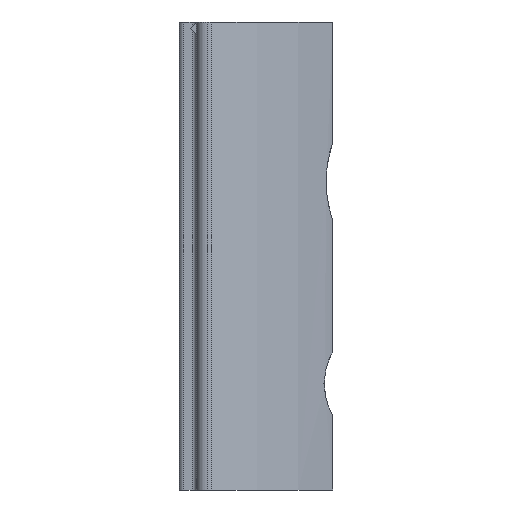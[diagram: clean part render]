
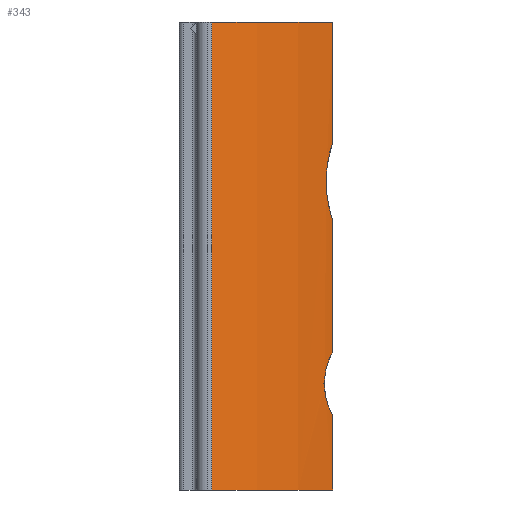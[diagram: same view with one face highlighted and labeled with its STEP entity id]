
A CAD part, left-side view. The second image highlights one B-rep face of the part: STEP entity #343.
In plain terms, the highlighted cylindrical face has radius 15 mm (diameter 30 mm), a partial arc.
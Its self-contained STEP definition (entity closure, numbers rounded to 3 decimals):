
#21 = CARTESIAN_POINT ( 'NONE',  ( -2., -7.2, 16.314 ) ) ;
#23 = CARTESIAN_POINT ( 'NONE',  ( -2.409, -6.89, 5.681 ) ) ;
#37 = CIRCLE ( 'NONE', #1083, 15. ) ;
#38 = VERTEX_POINT ( 'NONE', #874 ) ;
#43 = CARTESIAN_POINT ( 'NONE',  ( -2.279, -6.991, 6.062 ) ) ;
#48 = VERTEX_POINT ( 'NONE', #886 ) ;
#60 = CYLINDRICAL_SURFACE ( 'NONE', #860, 15. ) ;
#70 = CARTESIAN_POINT ( 'NONE',  ( -2.154, -7.088, 6.295 ) ) ;
#82 = CARTESIAN_POINT ( 'NONE',  ( -2., -7.2, 6.5 ) ) ;
#143 = CARTESIAN_POINT ( 'NONE',  ( -2., -7.2, 12.686 ) ) ;
#166 = EDGE_CURVE ( 'NONE', #340, #709, #377, .T. ) ;
#178 = DIRECTION ( 'NONE',  ( 0., 0., -1. ) ) ;
#290 = CARTESIAN_POINT ( 'NONE',  ( -2., -7.2, 22. ) ) ;
#302 = EDGE_CURVE ( 'NONE', #352, #580, #498, .T. ) ;
#303 = ORIENTED_EDGE ( 'NONE', *, *, #1262, .T. ) ;
#320 = EDGE_LOOP ( 'NONE', ( #642, #404, #612, #1222, #1255, #853, #875, #697, #303 ) ) ;
#326 = CARTESIAN_POINT ( 'NONE',  ( -2.5, -6.818, 5. ) ) ;
#331 = LINE ( 'NONE', #1107, #569 ) ;
#340 = VERTEX_POINT ( 'NONE', #143 ) ;
#343 = ADVANCED_FACE ( 'NONE', ( #1110 ), #60, .T. ) ;
#347 = CARTESIAN_POINT ( 'NONE',  ( -2.5, -6.818, 5. ) ) ;
#350 = CARTESIAN_POINT ( 'NONE',  ( -2.5, -6.818, 4.861 ) ) ;
#352 = VERTEX_POINT ( 'NONE', #1168 ) ;
#377 = B_SPLINE_CURVE_WITH_KNOTS ( 'NONE', 3,
 ( #1068, #1161, #1143, #1060, #1055, #1032, #1028, #1024, #1015, #1009, #1004, #1000, #996 ),
 .UNSPECIFIED., .F., .F.,
 ( 4, 2, 2, 1, 2, 2, 4 ),
 ( 0., 0.001, 0.002, 0.002, 0.003, 0.003, 0.004 ),
 .UNSPECIFIED. ) ;
#379 = EDGE_CURVE ( 'NONE', #1045, #821, #331, .T. ) ;
#397 = CARTESIAN_POINT ( 'NONE',  ( -2.488, -6.828, 4.721 ) ) ;
#403 = CARTESIAN_POINT ( 'NONE',  ( -2.409, -6.89, 4.32 ) ) ;
#404 = ORIENTED_EDGE ( 'NONE', *, *, #166, .T. ) ;
#429 = CARTESIAN_POINT ( 'NONE',  ( -2.443, -6.863, 4.451 ) ) ;
#470 = VECTOR ( 'NONE', #178, 1000. ) ;
#498 = B_SPLINE_CURVE_WITH_KNOTS ( 'NONE', 3,
 ( #514, #549, #555, #403, #429, #397, #350, #347 ),
 .UNSPECIFIED., .F., .F.,
 ( 4, 2, 2, 4 ),
 ( 0., 0.001, 0.001, 0.002 ),
 .UNSPECIFIED. ) ;
#514 = CARTESIAN_POINT ( 'NONE',  ( -2., -7.2, 3.5 ) ) ;
#533 = EDGE_CURVE ( 'NONE', #38, #709, #1277, .T. ) ;
#549 = CARTESIAN_POINT ( 'NONE',  ( -2.154, -7.088, 3.705 ) ) ;
#555 = CARTESIAN_POINT ( 'NONE',  ( -2.278, -6.992, 3.936 ) ) ;
#569 = VECTOR ( 'NONE', #1065, 1000. ) ;
#580 = VERTEX_POINT ( 'NONE', #326 ) ;
#600 = CARTESIAN_POINT ( 'NONE',  ( -2.443, -6.863, 5.547 ) ) ;
#612 = ORIENTED_EDGE ( 'NONE', *, *, #533, .F. ) ;
#628 = EDGE_CURVE ( 'NONE', #340, #48, #1226, .T. ) ;
#642 = ORIENTED_EDGE ( 'NONE', *, *, #628, .F. ) ;
#660 = DIRECTION ( 'NONE',  ( 0., 0., -1. ) ) ;
#682 = CARTESIAN_POINT ( 'NONE',  ( -2., -7.2, 22. ) ) ;
#689 = CARTESIAN_POINT ( 'NONE',  ( -6.702, -1.514, 0. ) ) ;
#697 = ORIENTED_EDGE ( 'NONE', *, *, #302, .T. ) ;
#709 = VERTEX_POINT ( 'NONE', #21 ) ;
#766 = LINE ( 'NONE', #1031, #1268 ) ;
#821 = VERTEX_POINT ( 'NONE', #689 ) ;
#829 = VERTEX_POINT ( 'NONE', #1002 ) ;
#853 = ORIENTED_EDGE ( 'NONE', *, *, #1254, .T. ) ;
#860 = AXIS2_PLACEMENT_3D ( 'NONE', #1269, #1250, #1280 ) ;
#874 = CARTESIAN_POINT ( 'NONE',  ( -2., -7.2, 22. ) ) ;
#875 = ORIENTED_EDGE ( 'NONE', *, *, #1256, .F. ) ;
#886 = CARTESIAN_POINT ( 'NONE',  ( -2., -7.2, 6.5 ) ) ;
#944 = CARTESIAN_POINT ( 'NONE',  ( -2.489, -6.827, 5.276 ) ) ;
#947 = CARTESIAN_POINT ( 'NONE',  ( -2.5, -6.818, 5.139 ) ) ;
#961 = CARTESIAN_POINT ( 'NONE',  ( -2.5, -6.818, 5. ) ) ;
#981 = VECTOR ( 'NONE', #660, 1000. ) ;
#996 = CARTESIAN_POINT ( 'NONE',  ( -2., -7.2, 16.314 ) ) ;
#1000 = CARTESIAN_POINT ( 'NONE',  ( -2.127, -7.107, 16.035 ) ) ;
#1002 = CARTESIAN_POINT ( 'NONE',  ( -2., -7.2, 0. ) ) ;
#1004 = CARTESIAN_POINT ( 'NONE',  ( -2.227, -7.031, 15.743 ) ) ;
#1006 = B_SPLINE_CURVE_WITH_KNOTS ( 'NONE', 3,
 ( #961, #947, #944, #600, #23, #43, #70, #82 ),
 .UNSPECIFIED., .F., .F.,
 ( 4, 2, 2, 4 ),
 ( 0.002, 0.002, 0.002, 0.003 ),
 .UNSPECIFIED. ) ;
#1009 = CARTESIAN_POINT ( 'NONE',  ( -2.329, -6.952, 15.284 ) ) ;
#1015 = CARTESIAN_POINT ( 'NONE',  ( -2.355, -6.932, 15.126 ) ) ;
#1019 = DIRECTION ( 'NONE',  ( 0., 0., 1. ) ) ;
#1024 = CARTESIAN_POINT ( 'NONE',  ( -2.39, -6.905, 14.811 ) ) ;
#1028 = CARTESIAN_POINT ( 'NONE',  ( -2.407, -6.892, 14.497 ) ) ;
#1031 = CARTESIAN_POINT ( 'NONE',  ( -2., -7.2, 22. ) ) ;
#1032 = CARTESIAN_POINT ( 'NONE',  ( -2.389, -6.905, 14.182 ) ) ;
#1041 = CARTESIAN_POINT ( 'NONE',  ( 6.854, 4.908, 0. ) ) ;
#1045 = VERTEX_POINT ( 'NONE', #1245 ) ;
#1055 = CARTESIAN_POINT ( 'NONE',  ( -2.354, -6.933, 13.868 ) ) ;
#1057 = DIRECTION ( 'NONE',  ( 1., 0., 0. ) ) ;
#1060 = CARTESIAN_POINT ( 'NONE',  ( -2.328, -6.953, 13.71 ) ) ;
#1062 = DIRECTION ( 'NONE',  ( 1., 0., 0. ) ) ;
#1064 = DIRECTION ( 'NONE',  ( 0., 0., 1. ) ) ;
#1065 = DIRECTION ( 'NONE',  ( 0., 0., -1. ) ) ;
#1068 = CARTESIAN_POINT ( 'NONE',  ( -2., -7.2, 12.686 ) ) ;
#1083 = AXIS2_PLACEMENT_3D ( 'NONE', #1041, #1019, #1057 ) ;
#1106 = AXIS2_PLACEMENT_3D ( 'NONE', #1171, #1064, #1062 ) ;
#1107 = CARTESIAN_POINT ( 'NONE',  ( -6.702, -1.514, 22. ) ) ;
#1110 = FACE_OUTER_BOUND ( 'NONE', #320, .T. ) ;
#1143 = CARTESIAN_POINT ( 'NONE',  ( -2.225, -7.032, 13.253 ) ) ;
#1160 = DIRECTION ( 'NONE',  ( 0., 0., -1. ) ) ;
#1161 = CARTESIAN_POINT ( 'NONE',  ( -2.126, -7.108, 12.963 ) ) ;
#1168 = CARTESIAN_POINT ( 'NONE',  ( -2., -7.2, 3.5 ) ) ;
#1171 = CARTESIAN_POINT ( 'NONE',  ( 6.854, 4.908, 22. ) ) ;
#1222 = ORIENTED_EDGE ( 'NONE', *, *, #1247, .F. ) ;
#1226 = LINE ( 'NONE', #290, #470 ) ;
#1245 = CARTESIAN_POINT ( 'NONE',  ( -6.702, -1.514, 22. ) ) ;
#1247 = EDGE_CURVE ( 'NONE', #1045, #38, #1299, .T. ) ;
#1250 = DIRECTION ( 'NONE',  ( 0., 0., -1. ) ) ;
#1254 = EDGE_CURVE ( 'NONE', #821, #829, #37, .T. ) ;
#1255 = ORIENTED_EDGE ( 'NONE', *, *, #379, .T. ) ;
#1256 = EDGE_CURVE ( 'NONE', #352, #829, #766, .T. ) ;
#1262 = EDGE_CURVE ( 'NONE', #580, #48, #1006, .T. ) ;
#1268 = VECTOR ( 'NONE', #1160, 1000. ) ;
#1269 = CARTESIAN_POINT ( 'NONE',  ( 6.854, 4.908, 22. ) ) ;
#1277 = LINE ( 'NONE', #682, #981 ) ;
#1280 = DIRECTION ( 'NONE',  ( -1., 0., 0. ) ) ;
#1299 = CIRCLE ( 'NONE', #1106, 15. ) ;
